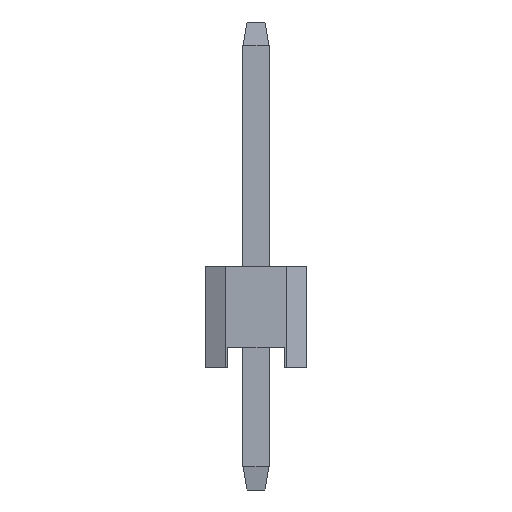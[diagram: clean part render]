
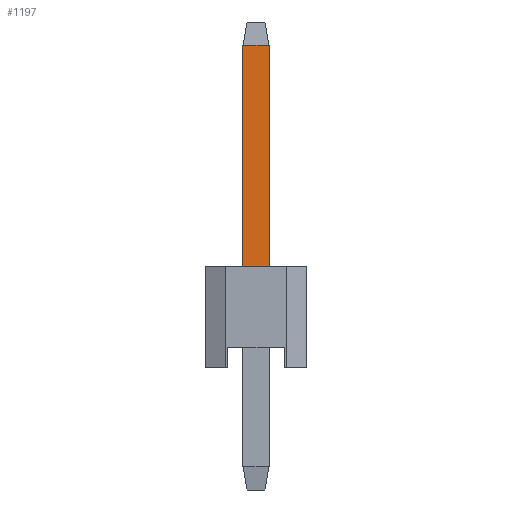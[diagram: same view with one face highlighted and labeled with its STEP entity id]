
A CAD part, left-side view. The second image highlights one B-rep face of the part: STEP entity #1197.
In plain terms, the highlighted planar face has unit normal (-1, 0, 0).
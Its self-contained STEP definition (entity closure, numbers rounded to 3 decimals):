
#66 = CARTESIAN_POINT ( 'NONE',  ( -49.85, 0.32, 7.933 ) ) ;
#171 = VECTOR ( 'NONE', #763, 1000. ) ;
#219 = VECTOR ( 'NONE', #7592, 1000. ) ;
#296 = VECTOR ( 'NONE', #7116, 1000. ) ;
#590 = VERTEX_POINT ( 'NONE', #3115 ) ;
#763 = DIRECTION ( 'NONE',  ( 0., -1., 0. ) ) ;
#1028 = CARTESIAN_POINT ( 'NONE',  ( -49.85, 0.32, 7.933 ) ) ;
#1197 = ADVANCED_FACE ( 'NONE', ( #4366 ), #6731, .T. ) ;
#1415 = CARTESIAN_POINT ( 'NONE',  ( -49.85, 0., 0. ) ) ;
#1531 = LINE ( 'NONE', #7475, #3307 ) ;
#2036 = CARTESIAN_POINT ( 'NONE',  ( -49.85, -0.32, 7.933 ) ) ;
#2171 = EDGE_LOOP ( 'NONE', ( #4018, #6011, #4322, #2787 ) ) ;
#2350 = LINE ( 'NONE', #66, #296 ) ;
#2476 = EDGE_CURVE ( 'NONE', #3439, #5567, #2350, .T. ) ;
#2787 = ORIENTED_EDGE ( 'NONE', *, *, #4261, .T. ) ;
#2814 = CARTESIAN_POINT ( 'NONE',  ( -49.85, 0.32, 2.5 ) ) ;
#3047 = EDGE_CURVE ( 'NONE', #3559, #590, #4838, .T. ) ;
#3061 = CARTESIAN_POINT ( 'NONE',  ( -49.85, -0.32, 2.5 ) ) ;
#3115 = CARTESIAN_POINT ( 'NONE',  ( -49.85, -0.32, 2.5 ) ) ;
#3307 = VECTOR ( 'NONE', #6426, 1000. ) ;
#3328 = CARTESIAN_POINT ( 'NONE',  ( -49.85, 0.32, -3. ) ) ;
#3439 = VERTEX_POINT ( 'NONE', #2036 ) ;
#3559 = VERTEX_POINT ( 'NONE', #2814 ) ;
#3783 = DIRECTION ( 'NONE',  ( -1., 0., 0. ) ) ;
#3907 = LINE ( 'NONE', #3328, #219 ) ;
#4018 = ORIENTED_EDGE ( 'NONE', *, *, #3047, .T. ) ;
#4261 = EDGE_CURVE ( 'NONE', #5567, #3559, #3907, .T. ) ;
#4322 = ORIENTED_EDGE ( 'NONE', *, *, #2476, .T. ) ;
#4366 = FACE_OUTER_BOUND ( 'NONE', #2171, .T. ) ;
#4838 = LINE ( 'NONE', #3061, #171 ) ;
#5041 = AXIS2_PLACEMENT_3D ( 'NONE', #1415, #3783, #6160 ) ;
#5567 = VERTEX_POINT ( 'NONE', #1028 ) ;
#6011 = ORIENTED_EDGE ( 'NONE', *, *, #7608, .T. ) ;
#6160 = DIRECTION ( 'NONE',  ( 0., 0., 1. ) ) ;
#6426 = DIRECTION ( 'NONE',  ( 0., 0., 1. ) ) ;
#6731 = PLANE ( 'NONE',  #5041 ) ;
#7116 = DIRECTION ( 'NONE',  ( 0., 1., 0. ) ) ;
#7475 = CARTESIAN_POINT ( 'NONE',  ( -49.85, -0.32, -3. ) ) ;
#7592 = DIRECTION ( 'NONE',  ( 0., 0., -1. ) ) ;
#7608 = EDGE_CURVE ( 'NONE', #590, #3439, #1531, .T. ) ;
